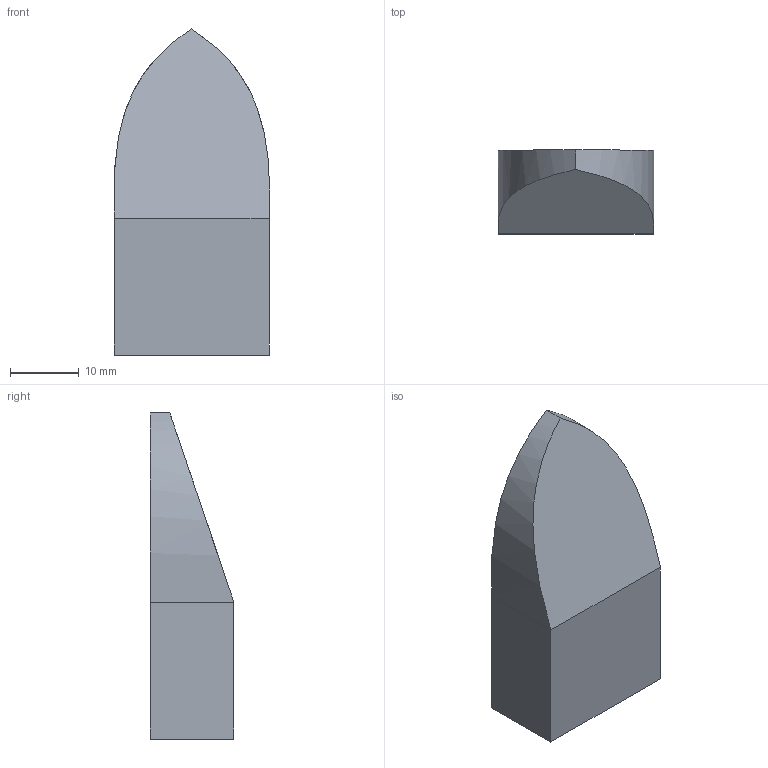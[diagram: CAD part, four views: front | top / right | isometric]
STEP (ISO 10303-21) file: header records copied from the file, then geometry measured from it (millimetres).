
FILE_DESCRIPTION(/* description */ (''),/* implementation_level */ '2;1');
FILE_NAME(/* name */ 'flush-cutter-cover.step',/* time_stamp */ '2024-06-02T00:26:09-04:00',/* author */ (''),/* organization */ (''),/* preprocessor_version */ 'ST-DEVELOPER v20',/* originating_system */ 'Autodesk Translation Framework v13.14.0.145',/* authorisation */ '');
FILE_SCHEMA (('AUTOMOTIVE_DESIGN { 1 0 10303 214 3 1 1 }'));
Length unit declared in the file: millimetre
Products named in the file (1): flush cutter cover
Bounding box: 22.67 x 12.2 x 47.61 mm (x, y, z)
Volume: 3792.8 mm3; surface area: 5161 mm2
Topology: 1 solids, 1 shells, 15 faces, 34 edges, 22 vertices
Faces by surface type: plane 11, bspline 4
Entity records: 704 total; most frequent: CARTESIAN_POINT 365, ORIENTED_EDGE 68, DIRECTION 47, EDGE_CURVE 34, LINE 23, VECTOR 23, VERTEX_POINT 22, EDGE_LOOP 16
